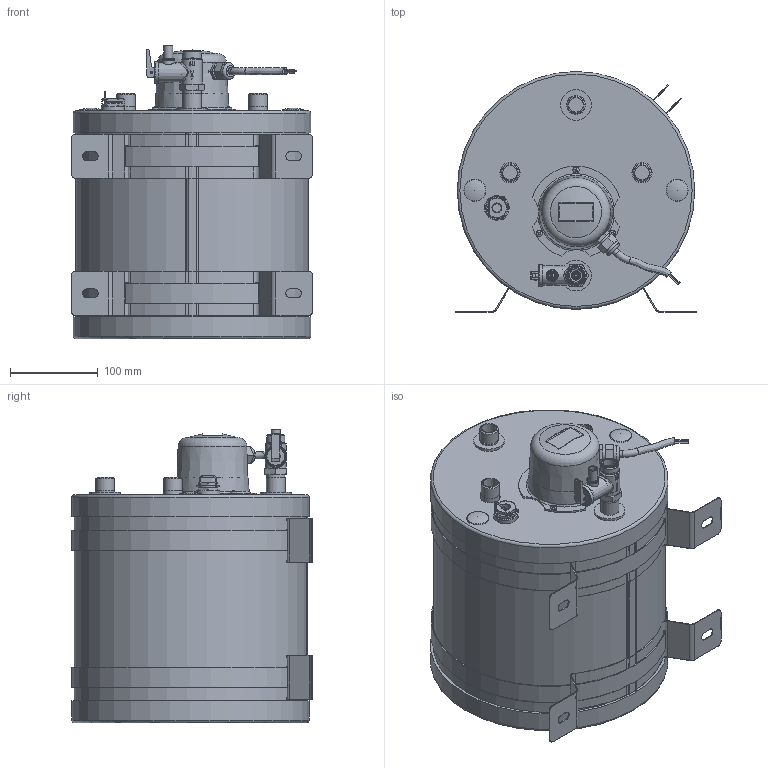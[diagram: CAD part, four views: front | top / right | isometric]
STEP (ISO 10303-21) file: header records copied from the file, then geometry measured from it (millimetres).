
FILE_DESCRIPTION (( 'STEP AP214' ), '1' );
FILE_NAME ('VB09051A_mod.STEP', '2025-04-10T08:50:23', ( '' ), ( '' ), 'SwSTEP 2.0', 'SolidWorks 2024', '' );
FILE_SCHEMA (( 'AUTOMOTIVE_DESIGN' ));
Length unit declared in the file: millimetre
Products named in the file (21): 900-1026_1; 130-0207_1; 020-0524_1; 060-0752_1; VB09051A_mod; 020-0525_1; 0-0933_1; 080-0034_1; 030-0515_1; 020-0516-0_1; 140-0312_1; 020-0516_1; 020-0738_1; 060-0749_1; 060-0750_1; 0-0934_1; 140-0001_1; 020-0052_1; 0-0939_1; 060-0753_1; 110-0130_1
Assembly tree (26 placements, depth 3):
  VB09051A_mod
    060-0749_1
    060-0750_1  x2
    060-0752_1
    060-0753_1
    020-0738_1
      020-0516_1
    0-0933_1
    0-0934_1  x2
    0-0939_1  x2
    020-0052_1
    020-0516-0_1
    020-0524_1
    020-0525_1
    030-0515_1
    080-0034_1  x3
    110-0130_1
    130-0207_1
    140-0001_1
    140-0312_1  x2
    900-1026_1
Bounding box: 275 x 273.55 x 333.5 mm (x, y, z)
Volume: 760076.8 mm3; surface area: 996069.7 mm2
Topology: 24 solids, 37 shells, 1068 faces, 2661 edges, 1714 vertices
Faces by surface type: plane 570, cylinder 286, cone 108, bspline 90, torus 12, sphere 2
Full cylindrical faces by diameter (mm): 1.5 x10, 1.7 x1, 2.2 x1, 2.4 x2, 2.5 x3, 2.64 x15, 2.75 x1, 2.85 x1, 3.2 x1, 3.7 x1, 4 x3, 5.3 x2, 5.4 x1, 6.2 x1, 7 x3, 7.5 x1, 8 x2, 8.5 x4, 9 x1, 10 x2, 10.5 x3, 11 x1, 12 x1, 12.5 x1, 13.5 x1, 15 x9, 15.1 x2, 16 x1, 16.3 x4, 17 x4
Entity records: 42211 total; most frequent: CARTESIAN_POINT 24845, ORIENTED_EDGE 3647, DIRECTION 2586, EDGE_CURVE 1834, VERTEX_POINT 1288, EDGE_LOOP 1210, AXIS2_PLACEMENT_3D 1114, B_SPLINE_CURVE_WITH_KNOTS 1073
